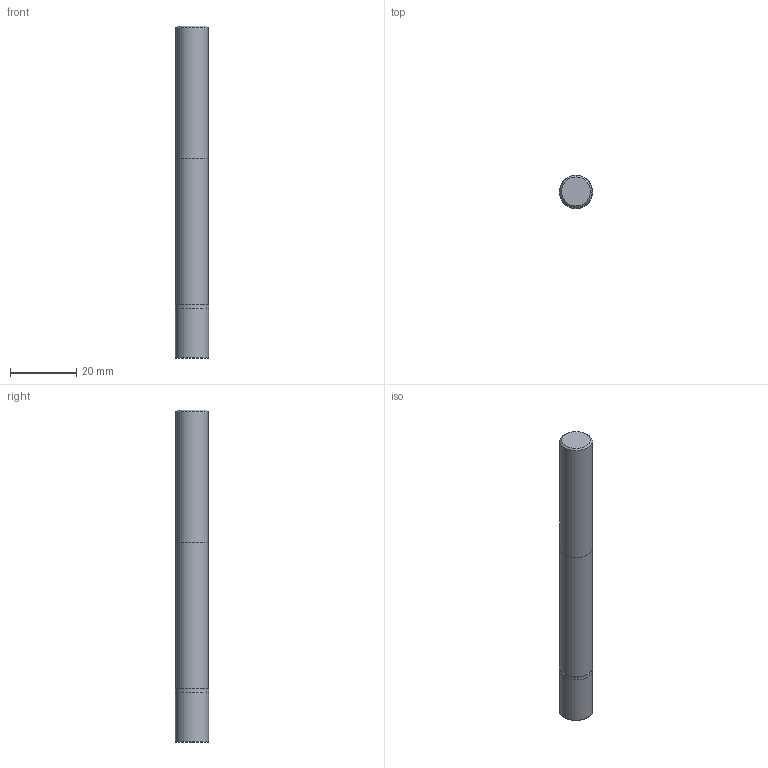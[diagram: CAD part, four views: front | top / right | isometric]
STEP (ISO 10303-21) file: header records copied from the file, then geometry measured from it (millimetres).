
FILE_DESCRIPTION(('STEP'), '1');
FILE_NAME('MOD000000000000000020082308600000.stp', '2019-01-02T12:10:58', (''), (''), 'Express v3.0.0.0', 'Express Tool', 'Unknown');
FILE_SCHEMA(('AUTOMOTIVE_DESIGN'));
Length unit declared in the file: millimetre
Products named in the file (1): product-name
Bounding box: 10 x 10 x 100 mm (x, y, z)
Volume: 7494.9 mm3; surface area: 3368.5 mm2
Topology: 2 solids, 2 shells, 11 faces, 20 edges, 15 vertices
Faces by surface type: bspline 11
Entity records: 435 total; most frequent: CARTESIAN_POINT 180, DIRECTION 37, ORIENTED_EDGE 30, EDGE_CURVE 15, AXIS2_PLACEMENT_3D 14, EDGE_LOOP 12, ADVANCED_FACE 11, FACE_OUTER_BOUND 11
